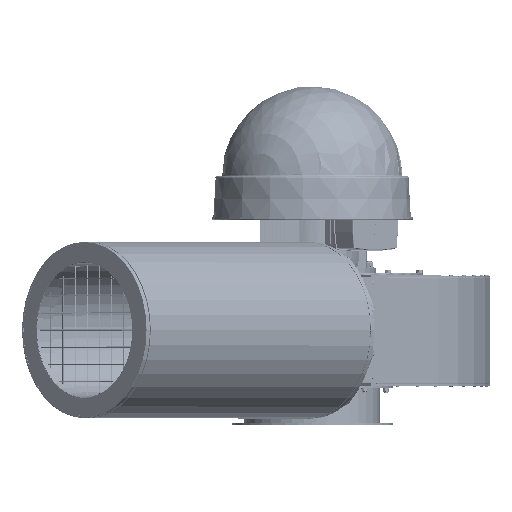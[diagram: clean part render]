
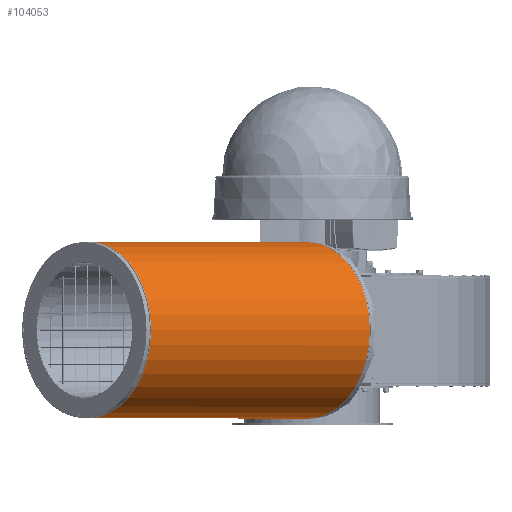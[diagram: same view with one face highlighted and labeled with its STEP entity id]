
A CAD part, top view. The second image highlights one B-rep face of the part: STEP entity #104053.
In plain terms, the highlighted cylindrical face has radius 205.5 mm (diameter 411 mm), a full revolution.
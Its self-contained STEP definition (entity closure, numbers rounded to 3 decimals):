
#8821=FACE_OUTER_BOUND('',#14756,.T.);
#14756=EDGE_LOOP('',(#67374,#67375,#67376,#67377,#67378,#67379));
#21603=LINE('',#144769,#30035);
#30035=VECTOR('',#119289,205.5);
#38572=CIRCLE('',#110269,205.5);
#38573=CIRCLE('',#110270,205.5);
#38574=CIRCLE('',#110272,205.5);
#38575=CIRCLE('',#110273,205.5);
#42269=VERTEX_POINT('',#144762);
#42270=VERTEX_POINT('',#144764);
#42271=VERTEX_POINT('',#144768);
#42272=VERTEX_POINT('',#144770);
#52222=EDGE_CURVE('',#42269,#42270,#38572,.T.);
#52223=EDGE_CURVE('',#42270,#42269,#38573,.T.);
#52224=EDGE_CURVE('',#42270,#42271,#21603,.T.);
#52225=EDGE_CURVE('',#42271,#42272,#38574,.T.);
#52226=EDGE_CURVE('',#42272,#42271,#38575,.T.);
#67374=ORIENTED_EDGE('',*,*,#52222,.F.);
#67375=ORIENTED_EDGE('',*,*,#52223,.F.);
#67376=ORIENTED_EDGE('',*,*,#52224,.T.);
#67377=ORIENTED_EDGE('',*,*,#52225,.T.);
#67378=ORIENTED_EDGE('',*,*,#52226,.T.);
#67379=ORIENTED_EDGE('',*,*,#52224,.F.);
#96893=CYLINDRICAL_SURFACE('',#110271,205.5);
#104053=ADVANCED_FACE('',(#8821),#96893,.T.);
#110269=AXIS2_PLACEMENT_3D('',#144765,#119283,#119284);
#110270=AXIS2_PLACEMENT_3D('',#144766,#119285,#119286);
#110271=AXIS2_PLACEMENT_3D('',#144767,#119287,#119288);
#110272=AXIS2_PLACEMENT_3D('',#144771,#119290,#119291);
#110273=AXIS2_PLACEMENT_3D('',#144772,#119292,#119293);
#119283=DIRECTION('center_axis',(0.707,0.,-0.707));
#119284=DIRECTION('ref_axis',(0.707,0.,0.707));
#119285=DIRECTION('center_axis',(0.707,0.,-0.707));
#119286=DIRECTION('ref_axis',(0.707,0.,0.707));
#119287=DIRECTION('center_axis',(0.707,0.,-0.707));
#119288=DIRECTION('ref_axis',(0.707,0.,0.707));
#119289=DIRECTION('',(-0.707,0.,0.707));
#119290=DIRECTION('center_axis',(0.707,0.,-0.707));
#119291=DIRECTION('ref_axis',(0.707,0.,0.707));
#119292=DIRECTION('center_axis',(0.707,0.,-0.707));
#119293=DIRECTION('ref_axis',(0.707,0.,0.707));
#144762=CARTESIAN_POINT('',(-10.775,77.5,426.483));
#144764=CARTESIAN_POINT('',(-156.085,-128.,281.172));
#144765=CARTESIAN_POINT('Origin',(-10.775,-128.,426.483));
#144766=CARTESIAN_POINT('Origin',(-10.775,-128.,426.483));
#144767=CARTESIAN_POINT('Origin',(-265.51,-128.,681.218));
#144768=CARTESIAN_POINT('',(-665.555,-128.,790.643));
#144769=CARTESIAN_POINT('',(-410.82,-128.,535.907));
#144770=CARTESIAN_POINT('',(-520.245,77.5,935.953));
#144771=CARTESIAN_POINT('Origin',(-520.245,-128.,935.953));
#144772=CARTESIAN_POINT('Origin',(-520.245,-128.,935.953));
